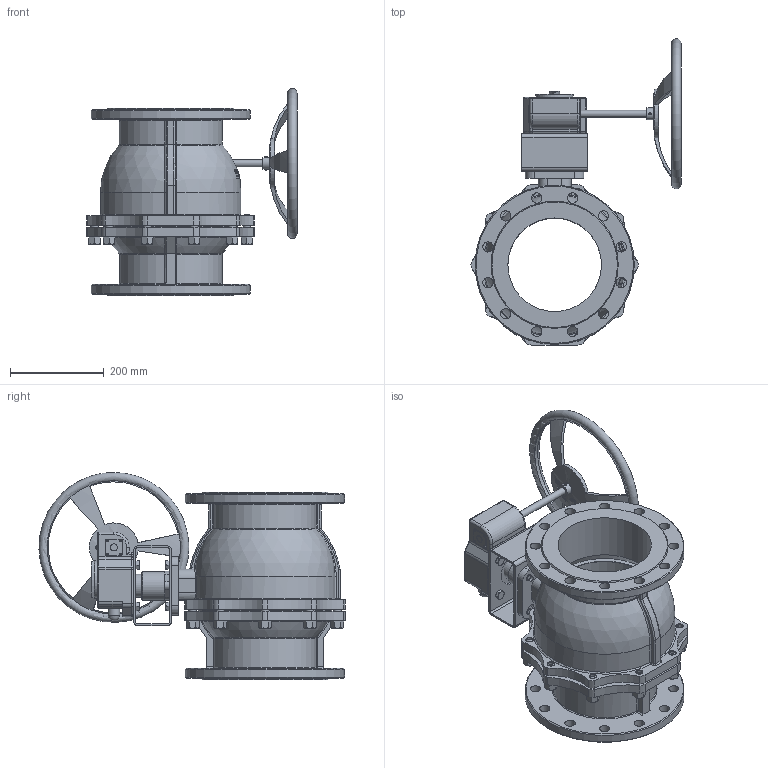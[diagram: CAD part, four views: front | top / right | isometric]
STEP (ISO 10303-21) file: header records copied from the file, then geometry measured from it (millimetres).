
FILE_DESCRIPTION(/* description */ (''),/* implementation_level */ '2;1');
FILE_NAME(/* name */ 'DN200_3D_STEP.stp',/* time_stamp */ '2023-12-19T17:58:27+03:00',/* author */ ('igorr'),/* organization */ (''),/* preprocessor_version */ 'ST-DEVELOPER v19.2',/* originating_system */ 'Autodesk Inventor 2023',/* authorisation */ '');
FILE_SCHEMA (('AUTOMOTIVE_DESIGN { 1 0 10303 214 3 1 1 }'));
Length unit declared in the file: millimetre
Products named in the file (18): Сборка; Деталь1; Деталь2; Деталь3; Деталь4; Деталь5; Деталь7; AS 1421 - M16 x 60 засверленный 
конец; ANSI B18.2.4.2M - M16x2; Сборка_1; Сборка0; Деталь1_1; AS 1427 - M2 x 4; AS 1427 - M5 x 6; Деталь2_1; BS 1804-2 - 5 x 30; Деталь8; AS 1110 - M12 x 20
Assembly tree (55 placements, depth 4):
  Сборка
    Деталь1
    Деталь2
    Деталь3
    Деталь4  x2
    Деталь5
    Деталь7
    AS 1421 - M16 x 60 засверленный 
конец  x10
    ANSI B18.2.4.2M - M16x2  x10
    Сборка_1
      Сборка0
        Деталь1_1
        AS 1427 - M2 x 4  x8
        AS 1427 - M5 x 6  x6
      Деталь2_1
      BS 1804-2 - 5 x 30
    Деталь8
    AS 1110 - M12 x 20  x8
Bounding box: 448.62 x 653.46 x 442.07 mm (x, y, z)
Volume: 13799133.7 mm3; surface area: 1891262.7 mm2
Topology: 55 solids, 55 shells, 1827 faces, 4491 edges, 2805 vertices
Faces by surface type: plane 708, cone 420, cylinder 354, bspline 214, torus 95, sphere 36
Full cylindrical faces by diameter (mm): 1.755 x8, 2 x16, 3.5 x8, 4.509 x6, 4.637 x1, 5 x14, 5.127 x1, 8.8 x6, 12 x18, 13.835 x10, 15 x24, 16 x10, 18 x8, 22 x24, 25 x3, 40 x1, 49.969 x1, 50 x2, 61.074 x1, 61.207 x1, 62 x1, 72.948 x2, 80 x1, 200 x3, 240 x4, 260 x2, 268 x1, 285 x2, 340 x2
Entity records: 39721 total; most frequent: CARTESIAN_POINT 16126, ORIENTED_EDGE 4784, DIRECTION 4239, EDGE_CURVE 2392, AXIS2_PLACEMENT_3D 1657, VERTEX_POINT 1531, EDGE_LOOP 1143, FACE_OUTER_BOUND 938
